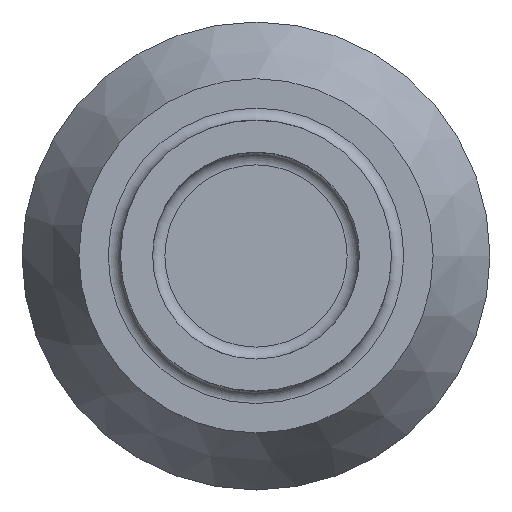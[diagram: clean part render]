
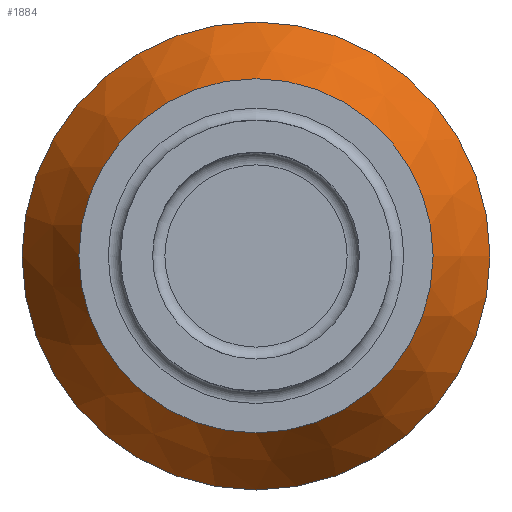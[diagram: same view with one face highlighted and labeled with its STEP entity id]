
A CAD part, top view. The second image highlights one B-rep face of the part: STEP entity #1884.
In plain terms, the highlighted conical face has half-angle 30 degrees and reference radius 7.191 mm.
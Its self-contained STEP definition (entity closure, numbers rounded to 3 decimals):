
#1837 = PLANE('',#1838);
#1838 = AXIS2_PLACEMENT_3D('',#1839,#1840,#1841);
#1839 = CARTESIAN_POINT('',(0.,0.,5.));
#1840 = DIRECTION('',(0.,0.,-1.));
#1841 = DIRECTION('',(1.,0.,0.));
#1856 = EDGE_CURVE('',#1857,#1857,#1859,.T.);
#1857 = VERTEX_POINT('',#1858);
#1858 = CARTESIAN_POINT('',(7.191,0.,5.));
#1859 = SURFACE_CURVE('',#1860,(#1865,#1872),.PCURVE_S1.);
#1860 = CIRCLE('',#1861,7.191);
#1861 = AXIS2_PLACEMENT_3D('',#1862,#1863,#1864);
#1862 = CARTESIAN_POINT('',(0.,0.,5.));
#1863 = DIRECTION('',(0.,0.,-1.));
#1864 = DIRECTION('',(1.,0.,0.));
#1865 = PCURVE('',#1837,#1866);
#1866 = DEFINITIONAL_REPRESENTATION('',(#1867),#1871);
#1867 = CIRCLE('',#1868,7.191);
#1868 = AXIS2_PLACEMENT_2D('',#1869,#1870);
#1869 = CARTESIAN_POINT('',(0.,0.));
#1870 = DIRECTION('',(1.,0.));
#1871 = ( GEOMETRIC_REPRESENTATION_CONTEXT(2) 
PARAMETRIC_REPRESENTATION_CONTEXT() REPRESENTATION_CONTEXT('2D SPACE',''
  ) );
#1872 = PCURVE('',#1873,#1878);
#1873 = CONICAL_SURFACE('',#1874,7.191,0.524);
#1874 = AXIS2_PLACEMENT_3D('',#1875,#1876,#1877);
#1875 = CARTESIAN_POINT('',(0.,0.,5.));
#1876 = DIRECTION('',(0.,0.,-1.));
#1877 = DIRECTION('',(1.,0.,0.));
#1878 = DEFINITIONAL_REPRESENTATION('',(#1879),#1883);
#1879 = LINE('',#1880,#1881);
#1880 = CARTESIAN_POINT('',(0.,0.));
#1881 = VECTOR('',#1882,1.);
#1882 = DIRECTION('',(1.,0.));
#1883 = ( GEOMETRIC_REPRESENTATION_CONTEXT(2) 
PARAMETRIC_REPRESENTATION_CONTEXT() REPRESENTATION_CONTEXT('2D SPACE',''
  ) );
#1884 = ADVANCED_FACE('',(#1885),#1873,.T.);
#1885 = FACE_BOUND('',#1886,.T.);
#1886 = EDGE_LOOP('',(#1887,#1888,#1911,#1938));
#1887 = ORIENTED_EDGE('',*,*,#1856,.T.);
#1888 = ORIENTED_EDGE('',*,*,#1889,.T.);
#1889 = EDGE_CURVE('',#1857,#1890,#1892,.T.);
#1890 = VERTEX_POINT('',#1891);
#1891 = CARTESIAN_POINT('',(9.5,0.,1.));
#1892 = SEAM_CURVE('',#1893,(#1897,#1904),.PCURVE_S1.);
#1893 = LINE('',#1894,#1895);
#1894 = CARTESIAN_POINT('',(7.191,0.,5.));
#1895 = VECTOR('',#1896,1.);
#1896 = DIRECTION('',(0.5,0.,
    -0.866));
#1897 = PCURVE('',#1873,#1898);
#1898 = DEFINITIONAL_REPRESENTATION('',(#1899),#1903);
#1899 = LINE('',#1900,#1901);
#1900 = CARTESIAN_POINT('',(0.,0.));
#1901 = VECTOR('',#1902,1.);
#1902 = DIRECTION('',(0.,1.));
#1903 = ( GEOMETRIC_REPRESENTATION_CONTEXT(2) 
PARAMETRIC_REPRESENTATION_CONTEXT() REPRESENTATION_CONTEXT('2D SPACE',''
  ) );
#1904 = PCURVE('',#1873,#1905);
#1905 = DEFINITIONAL_REPRESENTATION('',(#1906),#1910);
#1906 = LINE('',#1907,#1908);
#1907 = CARTESIAN_POINT('',(6.283,0.));
#1908 = VECTOR('',#1909,1.);
#1909 = DIRECTION('',(0.,1.));
#1910 = ( GEOMETRIC_REPRESENTATION_CONTEXT(2) 
PARAMETRIC_REPRESENTATION_CONTEXT() REPRESENTATION_CONTEXT('2D SPACE',''
  ) );
#1911 = ORIENTED_EDGE('',*,*,#1912,.F.);
#1912 = EDGE_CURVE('',#1890,#1890,#1913,.T.);
#1913 = SURFACE_CURVE('',#1914,(#1919,#1926),.PCURVE_S1.);
#1914 = CIRCLE('',#1915,9.5);
#1915 = AXIS2_PLACEMENT_3D('',#1916,#1917,#1918);
#1916 = CARTESIAN_POINT('',(0.,0.,1.));
#1917 = DIRECTION('',(0.,0.,-1.));
#1918 = DIRECTION('',(1.,0.,0.));
#1919 = PCURVE('',#1873,#1920);
#1920 = DEFINITIONAL_REPRESENTATION('',(#1921),#1925);
#1921 = LINE('',#1922,#1923);
#1922 = CARTESIAN_POINT('',(0.,4.));
#1923 = VECTOR('',#1924,1.);
#1924 = DIRECTION('',(1.,0.));
#1925 = ( GEOMETRIC_REPRESENTATION_CONTEXT(2) 
PARAMETRIC_REPRESENTATION_CONTEXT() REPRESENTATION_CONTEXT('2D SPACE',''
  ) );
#1926 = PCURVE('',#1927,#1932);
#1927 = CYLINDRICAL_SURFACE('',#1928,9.5);
#1928 = AXIS2_PLACEMENT_3D('',#1929,#1930,#1931);
#1929 = CARTESIAN_POINT('',(0.,0.,1.));
#1930 = DIRECTION('',(0.,0.,-1.));
#1931 = DIRECTION('',(1.,0.,0.));
#1932 = DEFINITIONAL_REPRESENTATION('',(#1933),#1937);
#1933 = LINE('',#1934,#1935);
#1934 = CARTESIAN_POINT('',(0.,0.));
#1935 = VECTOR('',#1936,1.);
#1936 = DIRECTION('',(1.,0.));
#1937 = ( GEOMETRIC_REPRESENTATION_CONTEXT(2) 
PARAMETRIC_REPRESENTATION_CONTEXT() REPRESENTATION_CONTEXT('2D SPACE',''
  ) );
#1938 = ORIENTED_EDGE('',*,*,#1889,.F.);
